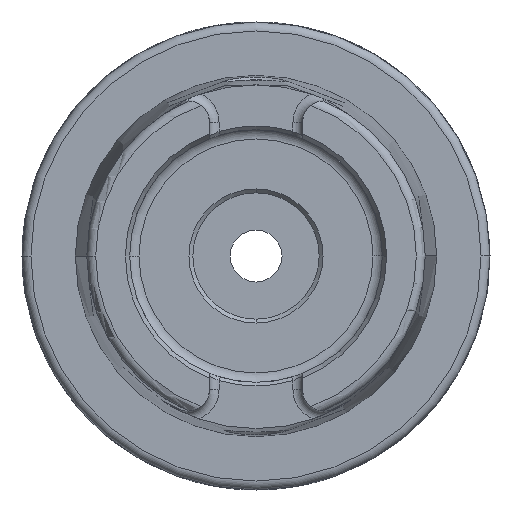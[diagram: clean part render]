
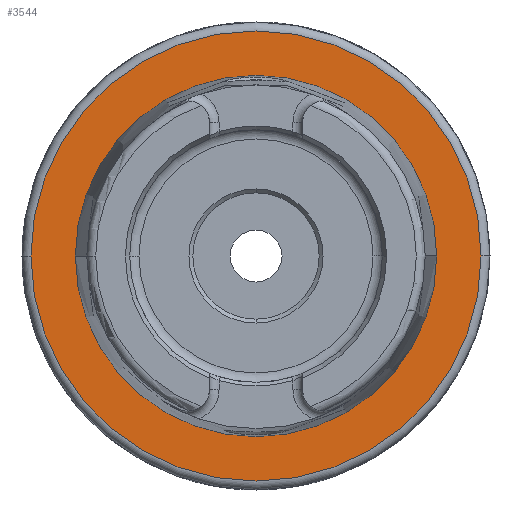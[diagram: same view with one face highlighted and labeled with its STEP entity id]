
A CAD part, left-side view. The second image highlights one B-rep face of the part: STEP entity #3544.
In plain terms, the highlighted planar face has unit normal (-1, 0, 0).
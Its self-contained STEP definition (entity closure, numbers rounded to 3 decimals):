
#134 = VERTEX_POINT ( 'NONE', #3723 ) ;
#297 = CIRCLE ( 'NONE', #1420, 30.3 ) ;
#581 = EDGE_LOOP ( 'NONE', ( #5681, #6002 ) ) ;
#629 = FACE_BOUND ( 'NONE', #2098, .T. ) ;
#962 = AXIS2_PLACEMENT_3D ( 'NONE', #2973, #6508, #3464 ) ;
#1258 = EDGE_CURVE ( 'NONE', #6425, #134, #3771, .T. ) ;
#1291 = CARTESIAN_POINT ( 'NONE',  ( 0., 24.321, 0. ) ) ;
#1296 = CARTESIAN_POINT ( 'NONE',  ( 0., 0., 0. ) ) ;
#1420 = AXIS2_PLACEMENT_3D ( 'NONE', #2337, #5887, #2857 ) ;
#1433 = ORIENTED_EDGE ( 'NONE', *, *, #4075, .T. ) ;
#1820 = DIRECTION ( 'NONE',  ( 0., 1., 0. ) ) ;
#1940 = CARTESIAN_POINT ( 'NONE',  ( 0., 0., 0. ) ) ;
#2098 = EDGE_LOOP ( 'NONE', ( #1433, #2970 ) ) ;
#2151 = EDGE_CURVE ( 'NONE', #134, #6425, #297, .T. ) ;
#2293 = PLANE ( 'NONE',  #4956 ) ;
#2319 = DIRECTION ( 'NONE',  ( 0., -1., 0. ) ) ;
#2337 = CARTESIAN_POINT ( 'NONE',  ( 0., 0., 0. ) ) ;
#2446 = DIRECTION ( 'NONE',  ( 0., 1., 0. ) ) ;
#2693 = VERTEX_POINT ( 'NONE', #6536 ) ;
#2857 = DIRECTION ( 'NONE',  ( 0., 1., 0. ) ) ;
#2952 = CARTESIAN_POINT ( 'NONE',  ( 0., 30.3, 0. ) ) ;
#2970 = ORIENTED_EDGE ( 'NONE', *, *, #4287, .T. ) ;
#2973 = CARTESIAN_POINT ( 'NONE',  ( 0., 0., 0. ) ) ;
#3344 = FACE_OUTER_BOUND ( 'NONE', #581, .T. ) ;
#3412 = VERTEX_POINT ( 'NONE', #6255 ) ;
#3464 = DIRECTION ( 'NONE',  ( 0., 1., 0. ) ) ;
#3544 = ADVANCED_FACE ( 'NONE', ( #629, #3344 ), #2293, .T. ) ;
#3723 = CARTESIAN_POINT ( 'NONE',  ( 0., -30.3, 0. ) ) ;
#3771 = CIRCLE ( 'NONE', #4513, 30.3 ) ;
#3796 = CIRCLE ( 'NONE', #962, 24.321 ) ;
#4016 = AXIS2_PLACEMENT_3D ( 'NONE', #1940, #5495, #2446 ) ;
#4075 = EDGE_CURVE ( 'NONE', #2693, #3412, #3796, .T. ) ;
#4287 = EDGE_CURVE ( 'NONE', #3412, #2693, #4361, .T. ) ;
#4361 = CIRCLE ( 'NONE', #4016, 24.321 ) ;
#4513 = AXIS2_PLACEMENT_3D ( 'NONE', #1296, #4847, #1820 ) ;
#4847 = DIRECTION ( 'NONE',  ( 1., 0., 0. ) ) ;
#4956 = AXIS2_PLACEMENT_3D ( 'NONE', #1291, #5364, #2319 ) ;
#5364 = DIRECTION ( 'NONE',  ( -1., 0., 0. ) ) ;
#5495 = DIRECTION ( 'NONE',  ( 1., 0., 0. ) ) ;
#5681 = ORIENTED_EDGE ( 'NONE', *, *, #1258, .F. ) ;
#5887 = DIRECTION ( 'NONE',  ( 1., 0., 0. ) ) ;
#6002 = ORIENTED_EDGE ( 'NONE', *, *, #2151, .F. ) ;
#6255 = CARTESIAN_POINT ( 'NONE',  ( 0., -24.321, 0. ) ) ;
#6425 = VERTEX_POINT ( 'NONE', #2952 ) ;
#6508 = DIRECTION ( 'NONE',  ( 1., 0., 0. ) ) ;
#6536 = CARTESIAN_POINT ( 'NONE',  ( 0., 24.321, 0. ) ) ;
